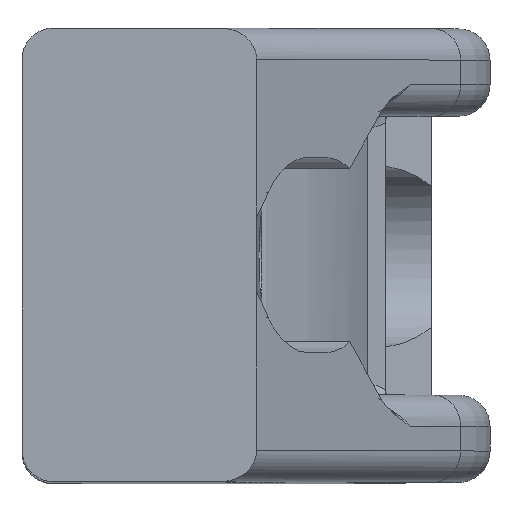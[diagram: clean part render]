
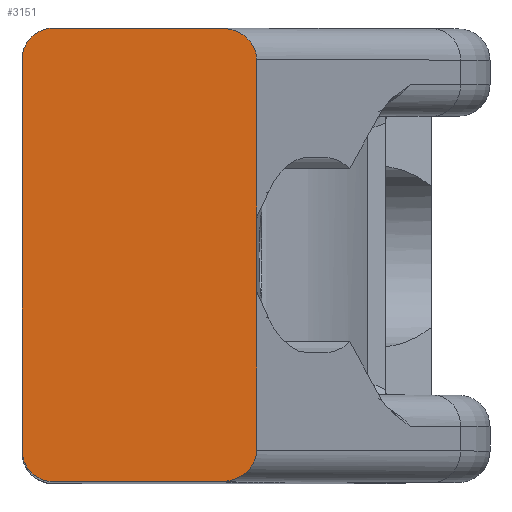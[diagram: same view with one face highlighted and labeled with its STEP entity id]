
A CAD part, top view. The second image highlights one B-rep face of the part: STEP entity #3151.
In plain terms, the highlighted planar face has unit normal (0, 0, 1).
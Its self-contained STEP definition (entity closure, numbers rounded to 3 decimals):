
#138=ELLIPSE('',#3422,1.373,1.2);
#139=ELLIPSE('',#3423,1.373,1.2);
#226=CIRCLE('',#3418,1.2);
#227=CIRCLE('',#3421,1.2);
#392=FACE_OUTER_BOUND('',#581,.T.);
#581=EDGE_LOOP('',(#2474,#2475,#2476,#2477,#2478,#2479,#2480,#2481,#2482,
#2483));
#765=LINE('',#4663,#1048);
#832=LINE('',#5890,#1115);
#841=LINE('',#5918,#1124);
#842=LINE('',#5923,#1125);
#843=LINE('',#5925,#1126);
#844=LINE('',#5927,#1127);
#1048=VECTOR('',#3766,10.);
#1115=VECTOR('',#4013,10.);
#1124=VECTOR('',#4036,10.);
#1125=VECTOR('',#4041,10.);
#1126=VECTOR('',#4042,10.);
#1127=VECTOR('',#4043,10.);
#1318=VERTEX_POINT('',#4660);
#1319=VERTEX_POINT('',#4662);
#1442=VERTEX_POINT('',#5887);
#1443=VERTEX_POINT('',#5889);
#1453=VERTEX_POINT('',#5911);
#1455=VERTEX_POINT('',#5917);
#1456=VERTEX_POINT('',#5920);
#1457=VERTEX_POINT('',#5922);
#1458=VERTEX_POINT('',#5924);
#1459=VERTEX_POINT('',#5926);
#1647=EDGE_CURVE('',#1318,#1319,#765,.T.);
#1816=EDGE_CURVE('',#1442,#1443,#832,.T.);
#1827=EDGE_CURVE('',#1453,#1318,#226,.T.);
#1830=EDGE_CURVE('',#1455,#1453,#841,.T.);
#1831=EDGE_CURVE('',#1443,#1455,#227,.T.);
#1832=EDGE_CURVE('',#1456,#1442,#138,.T.);
#1833=EDGE_CURVE('',#1456,#1457,#842,.T.);
#1834=EDGE_CURVE('',#1457,#1458,#843,.T.);
#1835=EDGE_CURVE('',#1458,#1459,#844,.T.);
#1836=EDGE_CURVE('',#1319,#1459,#139,.T.);
#2474=ORIENTED_EDGE('',*,*,#1827,.F.);
#2475=ORIENTED_EDGE('',*,*,#1830,.F.);
#2476=ORIENTED_EDGE('',*,*,#1831,.F.);
#2477=ORIENTED_EDGE('',*,*,#1816,.F.);
#2478=ORIENTED_EDGE('',*,*,#1832,.F.);
#2479=ORIENTED_EDGE('',*,*,#1833,.T.);
#2480=ORIENTED_EDGE('',*,*,#1834,.T.);
#2481=ORIENTED_EDGE('',*,*,#1835,.T.);
#2482=ORIENTED_EDGE('',*,*,#1836,.F.);
#2483=ORIENTED_EDGE('',*,*,#1647,.F.);
#3010=PLANE('',#3420);
#3151=ADVANCED_FACE('',(#392),#3010,.T.);
#3418=AXIS2_PLACEMENT_3D('',#5912,#4029,#4030);
#3420=AXIS2_PLACEMENT_3D('',#5916,#4034,#4035);
#3421=AXIS2_PLACEMENT_3D('',#5919,#4037,#4038);
#3422=AXIS2_PLACEMENT_3D('',#5921,#4039,#4040);
#3423=AXIS2_PLACEMENT_3D('',#5928,#4044,#4045);
#3766=DIRECTION('',(1.,0.,0.));
#4013=DIRECTION('',(-1.,0.,0.));
#4029=DIRECTION('center_axis',(0.,0.,-1.));
#4030=DIRECTION('ref_axis',(-0.707,0.707,0.));
#4034=DIRECTION('center_axis',(0.,0.,1.));
#4035=DIRECTION('ref_axis',(1.,0.,0.));
#4036=DIRECTION('',(0.,1.,0.));
#4037=DIRECTION('center_axis',(0.,0.,-1.));
#4038=DIRECTION('ref_axis',(-0.707,-0.707,0.));
#4039=DIRECTION('center_axis',(0.,0.,-1.));
#4040=DIRECTION('ref_axis',(1.,0.,0.));
#4041=DIRECTION('',(0.,1.,0.));
#4042=DIRECTION('',(0.,1.,0.));
#4043=DIRECTION('',(0.,1.,0.));
#4044=DIRECTION('center_axis',(0.,0.,-1.));
#4045=DIRECTION('ref_axis',(1.,0.,0.));
#4660=CARTESIAN_POINT('',(5.25,8.693,49.4));
#4662=CARTESIAN_POINT('',(11.671,8.693,49.4));
#4663=CARTESIAN_POINT('',(4.05,8.693,49.4));
#5887=CARTESIAN_POINT('',(11.671,-8.693,49.4));
#5889=CARTESIAN_POINT('',(5.25,-8.693,49.4));
#5890=CARTESIAN_POINT('',(4.05,-8.693,49.4));
#5911=CARTESIAN_POINT('',(4.05,7.493,49.4));
#5912=CARTESIAN_POINT('Origin',(5.25,7.493,49.4));
#5916=CARTESIAN_POINT('Origin',(4.05,0.,49.4));
#5917=CARTESIAN_POINT('',(4.05,-7.493,49.4));
#5918=CARTESIAN_POINT('',(4.05,0.,49.4));
#5919=CARTESIAN_POINT('Origin',(5.25,-7.493,49.4));
#5920=CARTESIAN_POINT('',(13.044,-7.493,49.4));
#5921=CARTESIAN_POINT('Origin',(11.671,-7.493,49.4));
#5922=CARTESIAN_POINT('',(13.044,-1.412,49.4));
#5923=CARTESIAN_POINT('',(13.044,-4.346,49.4));
#5924=CARTESIAN_POINT('',(13.044,1.412,49.4));
#5925=CARTESIAN_POINT('',(13.044,-4.346,49.4));
#5926=CARTESIAN_POINT('',(13.044,7.493,49.4));
#5927=CARTESIAN_POINT('',(13.044,-4.346,49.4));
#5928=CARTESIAN_POINT('Origin',(11.671,7.493,49.4));
